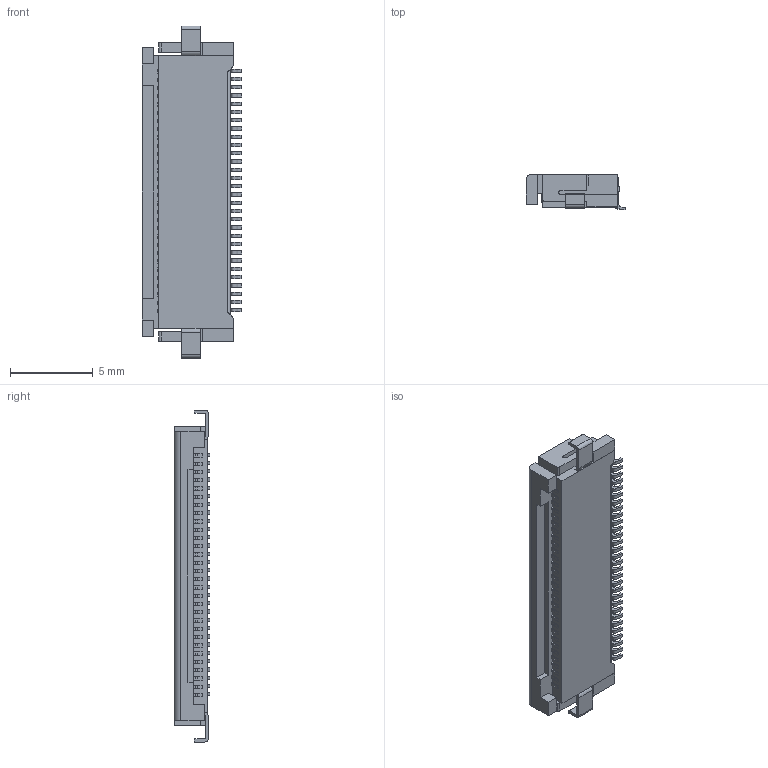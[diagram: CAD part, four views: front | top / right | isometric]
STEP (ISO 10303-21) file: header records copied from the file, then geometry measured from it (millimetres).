
FILE_DESCRIPTION (( 'STEP AP203' ), '1' );
FILE_NAME ('FPC FH12-30P Full Part Assembly.STEP', '2021-09-15T11:40:48', ( '' ), ( '' ), 'SwSTEP 2.0', 'SolidWorks 2016', '' );
FILE_SCHEMA (( 'CONFIG_CONTROL_DESIGN' ));
Length unit declared in the file: millimetre
Products named in the file (3): FPC FH12-30P Full Part Assembly; pin; FH12-30P Part
Assembly tree (31 placements, depth 2):
  FPC FH12-30P Full Part Assembly
    FH12-30P Part
    pin  x30
Bounding box: 6.04 x 2.15 x 20.1 mm (x, y, z)
Volume: 167.4 mm3; surface area: 391.3 mm2
Topology: 31 solids, 31 shells, 961 faces, 2631 edges, 1734 vertices
Faces by surface type: plane 732, cylinder 167, bspline 62
Entity records: 17090 total; most frequent: CARTESIAN_POINT 2938, ORIENTED_EDGE 2826, DIRECTION 2553, EDGE_CURVE 1413, VECTOR 1303, LINE 1303, VERTEX_POINT 922, AXIS2_PLACEMENT_3D 625
